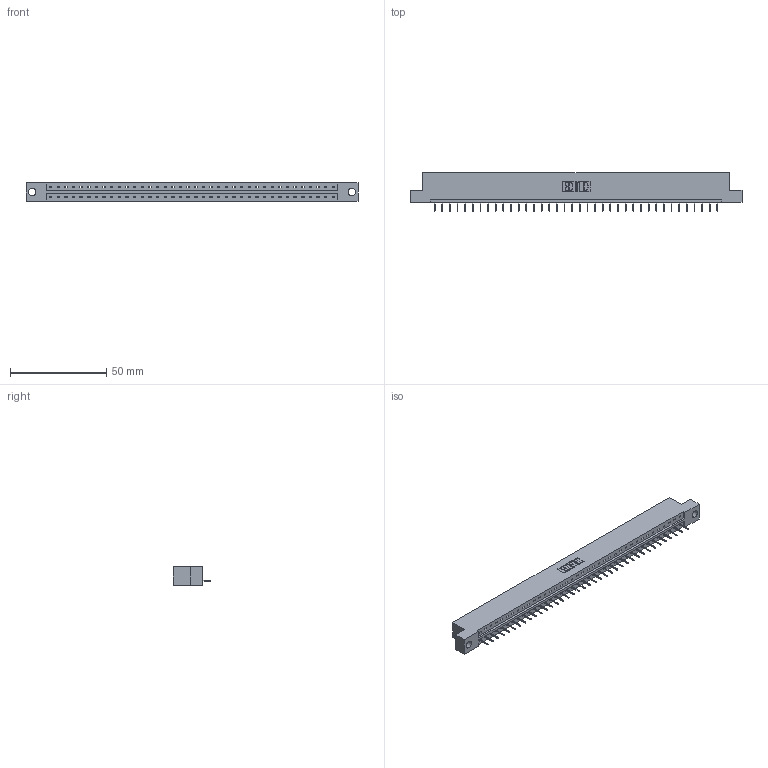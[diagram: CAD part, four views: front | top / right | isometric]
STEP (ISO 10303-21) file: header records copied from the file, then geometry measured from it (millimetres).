
FILE_DESCRIPTION (( 'STEP AP203' ), '1' );
FILE_NAME ('333-038-524-104.STEP', '2018-08-03T03:58:37', ( '' ), ( '' ), 'SwSTEP 2.0', 'SolidWorks 2016', '' );
FILE_SCHEMA (( 'CONFIG_CONTROL_DESIGN' ));
Length unit declared in the file: inch
Products named in the file (3): 333 Part_Flush - .156 Dia - TH; 345-292-001_345-293-124; 333-038-524-104
Assembly tree (39 placements, depth 2):
  333-038-524-104
    333 Part_Flush - .156 Dia - TH
    345-292-001_345-293-124  x38
Bounding box: 172.11 x 19.69 x 9.4 mm (x, y, z)
Volume: 17046.8 mm3; surface area: 17697.7 mm2
Topology: 39 solids, 39 shells, 2470 faces, 7151 edges, 4614 vertices
Faces by surface type: plane 1894, cylinder 576
Entity records: 23825 total; most frequent: CARTESIAN_POINT 4116, ORIENTED_EDGE 4090, DIRECTION 3481, EDGE_CURVE 2045, VECTOR 1921, LINE 1921, VERTEX_POINT 1358, AXIS2_PLACEMENT_3D 780
